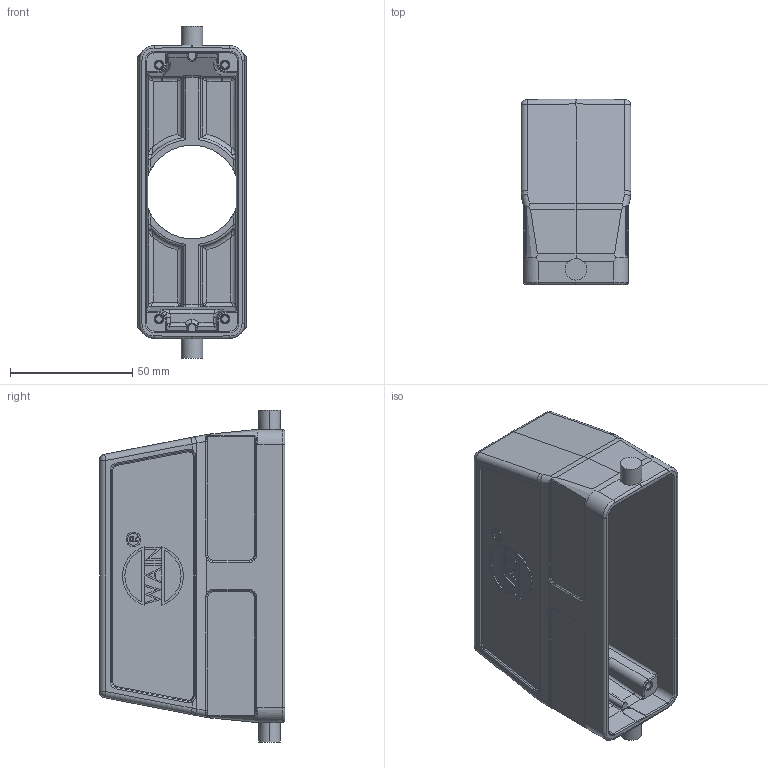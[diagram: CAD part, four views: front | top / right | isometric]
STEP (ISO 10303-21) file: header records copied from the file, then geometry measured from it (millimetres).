
FILE_DESCRIPTION((''),'2;1');
FILE_NAME('____5','2019-05-31T',('zl.chen'),(''),'PRO/ENGINEER BY PARAMETRIC TECHNOLOGY CORPORATION, 2013430','PRO/ENGINEER BY PARAMETRIC TECHNOLOGY CORPORATION, 2013430','');
FILE_SCHEMA(('CONFIG_CONTROL_DESIGN','SHAPE_APPEARANCE_LAYERS_GROUPS'));
Length unit declared in the file: millimetre
Products named in the file (1): ____5
Bounding box: 45 x 76 x 136 mm (x, y, z)
Volume: 89887.4 mm3; surface area: 52384.4 mm2
Topology: 1 solids, 1 shells, 671 faces, 1656 edges, 996 vertices
Faces by surface type: plane 234, cylinder 199, bspline 134, torus 61, cone 29, extrusion 10, sphere 4
Entity records: 27518 total; most frequent: CARTESIAN_POINT 12692, ORIENTED_EDGE 3264, DIRECTION 2685, EDGE_CURVE 1632, VERTEX_POINT 996, AXIS2_PLACEMENT_3D 952, VECTOR 781, LINE 771
